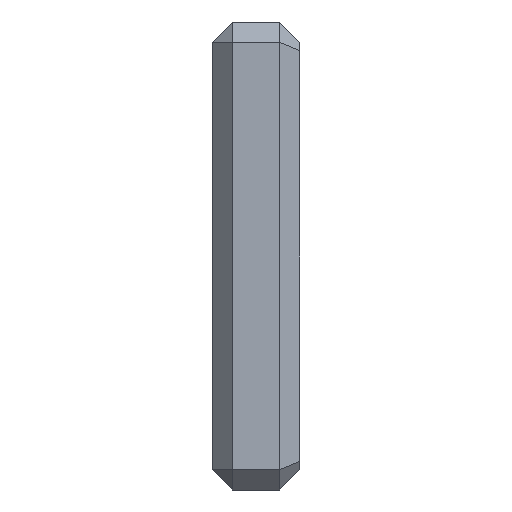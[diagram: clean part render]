
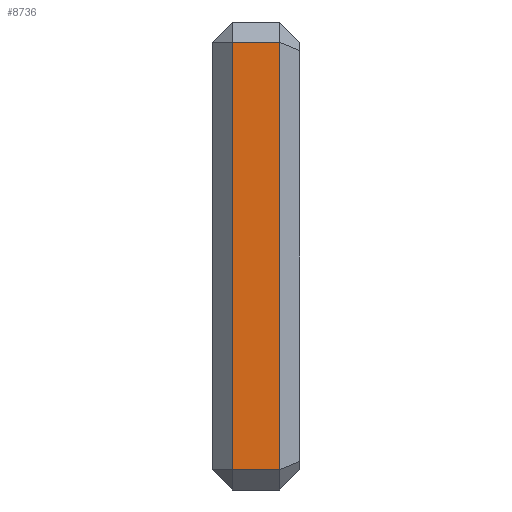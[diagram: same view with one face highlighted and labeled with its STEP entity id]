
A CAD part, left-side view. The second image highlights one B-rep face of the part: STEP entity #8736.
In plain terms, the highlighted planar face has unit normal (-1, 0, 0).
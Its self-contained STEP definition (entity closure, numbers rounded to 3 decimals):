
#951=FACE_OUTER_BOUND('',#1449,.T.);
#1449=EDGE_LOOP('',(#7757,#7758,#7759,#7760));
#2329=LINE('',#16524,#3245);
#2343=LINE('',#16552,#3259);
#2344=LINE('',#16554,#3260);
#2345=LINE('',#16555,#3261);
#3245=VECTOR('',#10878,10.);
#3259=VECTOR('',#10898,10.);
#3260=VECTOR('',#10899,10.);
#3261=VECTOR('',#10900,10.);
#4283=VERTEX_POINT('',#16521);
#4284=VERTEX_POINT('',#16523);
#4295=VERTEX_POINT('',#16551);
#4296=VERTEX_POINT('',#16553);
#5460=EDGE_CURVE('',#4284,#4283,#2329,.T.);
#5474=EDGE_CURVE('',#4295,#4283,#2343,.T.);
#5475=EDGE_CURVE('',#4296,#4295,#2344,.T.);
#5476=EDGE_CURVE('',#4284,#4296,#2345,.T.);
#7757=ORIENTED_EDGE('',*,*,#5460,.T.);
#7758=ORIENTED_EDGE('',*,*,#5474,.F.);
#7759=ORIENTED_EDGE('',*,*,#5475,.F.);
#7760=ORIENTED_EDGE('',*,*,#5476,.F.);
#8385=PLANE('',#9227);
#8736=ADVANCED_FACE('',(#951),#8385,.T.);
#9227=AXIS2_PLACEMENT_3D('',#16550,#10896,#10897);
#10878=DIRECTION('',(0.,0.,1.));
#10896=DIRECTION('center_axis',(-1.,0.,0.));
#10897=DIRECTION('ref_axis',(0.,0.,1.));
#10898=DIRECTION('',(0.,-1.,0.));
#10899=DIRECTION('',(0.,0.,1.));
#10900=DIRECTION('',(0.,1.,0.));
#16521=CARTESIAN_POINT('',(-102.,-11.75,53.));
#16523=CARTESIAN_POINT('',(-102.,-11.75,-53.));
#16524=CARTESIAN_POINT('',(-102.,-11.75,-29.));
#16550=CARTESIAN_POINT('Origin',(-102.,0.,-58.));
#16551=CARTESIAN_POINT('',(-102.,0.,53.));
#16552=CARTESIAN_POINT('',(-102.,0.,53.));
#16553=CARTESIAN_POINT('',(-102.,0.,-53.));
#16554=CARTESIAN_POINT('',(-102.,0.,-29.));
#16555=CARTESIAN_POINT('',(-102.,0.,-53.));
